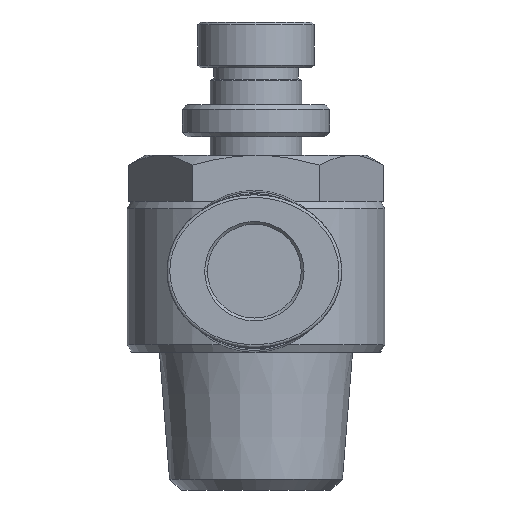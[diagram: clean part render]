
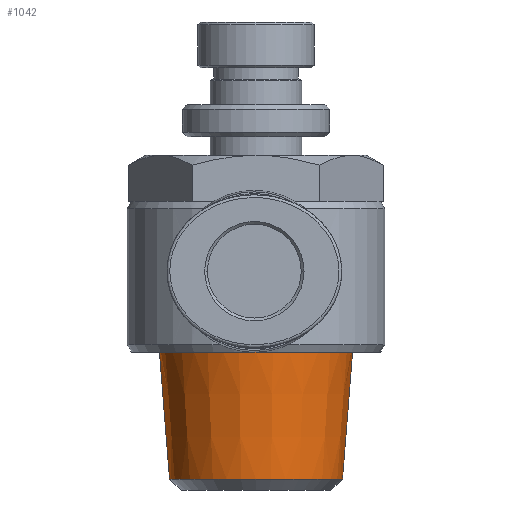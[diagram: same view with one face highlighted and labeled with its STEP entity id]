
A CAD part, front view. The second image highlights one B-rep face of the part: STEP entity #1042.
In plain terms, the highlighted conical face has half-angle 4.515 degrees and reference radius 9.908 mm.
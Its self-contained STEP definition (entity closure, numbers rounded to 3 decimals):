
#1001=CARTESIAN_POINT('',(0.0,10.514,-17.95));
#1002=DIRECTION('',(0.0,0.,1.0));
#1003=DIRECTION('',(-1.0,0.0,0.0));
#1004=AXIS2_PLACEMENT_3D('',#1001,#1002,#1003);
#1005=CONICAL_SURFACE('',#1004,9.908,4.515);
#1006=CARTESIAN_POINT('',(-9.41,10.514,-24.254));
#1007=VERTEX_POINT('',#1006);
#1008=CARTESIAN_POINT('',(-10.5,10.514,-10.45));
#1009=VERTEX_POINT('',#1008);
#1010=CARTESIAN_POINT('',(-9.41,10.514,-24.254));
#1011=DIRECTION('',(-0.079,0.,0.997));
#1012=VECTOR('',#1011,13.847);
#1013=LINE('',#1010,#1012);
#1014=EDGE_CURVE('',#1007,#1009,#1013,.T.);
#1015=ORIENTED_EDGE('',*,*,#1014,.F.);
#1016=CARTESIAN_POINT('',(9.41,10.514,-24.254));
#1017=VERTEX_POINT('',#1016);
#1018=CARTESIAN_POINT('',(0.0,10.514,-24.254));
#1019=DIRECTION('',(0.0,0.0,-1.0));
#1020=DIRECTION('',(1.0,0.0,0.0));
#1021=AXIS2_PLACEMENT_3D('',#1018,#1019,#1020);
#1022=CIRCLE('',#1021,9.41);
#1023=EDGE_CURVE('',#1017,#1007,#1022,.T.);
#1024=ORIENTED_EDGE('',*,*,#1023,.F.);
#1025=CARTESIAN_POINT('',(10.5,10.514,-10.45));
#1026=VERTEX_POINT('',#1025);
#1027=CARTESIAN_POINT('',(9.41,10.514,-24.254));
#1028=DIRECTION('',(0.079,0.,0.997));
#1029=VECTOR('',#1028,13.847);
#1030=LINE('',#1027,#1029);
#1031=EDGE_CURVE('',#1017,#1026,#1030,.T.);
#1032=ORIENTED_EDGE('',*,*,#1031,.T.);
#1033=CARTESIAN_POINT('',(0.0,10.514,-10.45));
#1034=DIRECTION('',(0.0,0.0,1.0));
#1035=DIRECTION('',(-1.0,0.0,0.0));
#1036=AXIS2_PLACEMENT_3D('',#1033,#1034,#1035);
#1037=CIRCLE('',#1036,10.5);
#1038=EDGE_CURVE('',#1009,#1026,#1037,.T.);
#1039=ORIENTED_EDGE('',*,*,#1038,.F.);
#1040=EDGE_LOOP('',(#1015,#1024,#1032,#1039));
#1041=FACE_OUTER_BOUND('',#1040,.T.);
#1042=ADVANCED_FACE('',(#1041),#1005,.T.);
